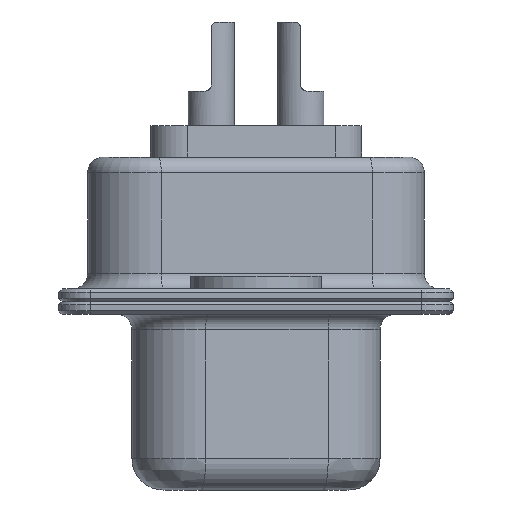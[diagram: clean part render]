
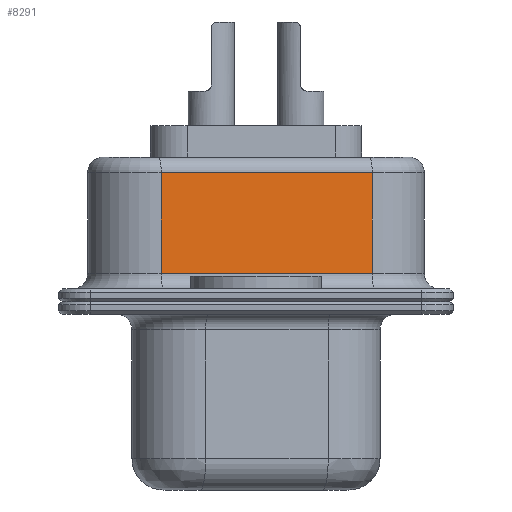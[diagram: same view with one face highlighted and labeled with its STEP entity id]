
A CAD part, left-side view. The second image highlights one B-rep face of the part: STEP entity #8291.
In plain terms, the highlighted planar face has unit normal (-0.985, -0.171, 0).
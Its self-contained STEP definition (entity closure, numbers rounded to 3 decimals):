
#203=PLANE('',#8976);
#530=LINE('',#14160,#1077);
#533=LINE('',#14167,#1080);
#534=LINE('',#14178,#1081);
#536=LINE('',#14187,#1083);
#1077=VECTOR('',#10416,10.);
#1080=VECTOR('',#10423,10.);
#1081=VECTOR('',#10436,10.);
#1083=VECTOR('',#10448,10.);
#1835=FACE_OUTER_BOUND('',#2334,.T.);
#2334=EDGE_LOOP('',(#6252,#6253,#6254,#6255));
#3659=VERTEX_POINT('',#14143);
#3662=VERTEX_POINT('',#14151);
#3667=VERTEX_POINT('',#14165);
#3670=VERTEX_POINT('',#14175);
#4590=EDGE_CURVE('',#3662,#3659,#530,.T.);
#4594=EDGE_CURVE('',#3667,#3659,#533,.T.);
#4599=EDGE_CURVE('',#3667,#3670,#534,.T.);
#4604=EDGE_CURVE('',#3670,#3662,#536,.T.);
#6252=ORIENTED_EDGE('',*,*,#4590,.T.);
#6253=ORIENTED_EDGE('',*,*,#4594,.F.);
#6254=ORIENTED_EDGE('',*,*,#4599,.T.);
#6255=ORIENTED_EDGE('',*,*,#4604,.T.);
#8291=ADVANCED_FACE('',(#1835),#203,.F.);
#8976=AXIS2_PLACEMENT_3D('',#14189,#10450,#10451);
#10416=DIRECTION('',(-0.171,0.985,0.));
#10423=DIRECTION('',(0.,0.,1.));
#10436=DIRECTION('',(0.171,-0.985,0.));
#10448=DIRECTION('',(0.,0.,1.));
#10450=DIRECTION('center_axis',(0.985,0.171,0.));
#10451=DIRECTION('ref_axis',(-0.171,0.985,0.));
#14143=CARTESIAN_POINT('',(-31.759,3.019,4.5));
#14151=CARTESIAN_POINT('',(-30.596,-3.701,4.5));
#14160=CARTESIAN_POINT('',(-30.638,-3.46,4.5));
#14165=CARTESIAN_POINT('',(-31.759,3.019,1.3));
#14167=CARTESIAN_POINT('',(-31.759,3.019,0.8));
#14175=CARTESIAN_POINT('',(-30.596,-3.701,1.3));
#14178=CARTESIAN_POINT('',(-30.641,-3.444,1.3));
#14187=CARTESIAN_POINT('',(-30.596,-3.701,0.8));
#14189=CARTESIAN_POINT('Origin',(-30.309,-5.36,0.8));
